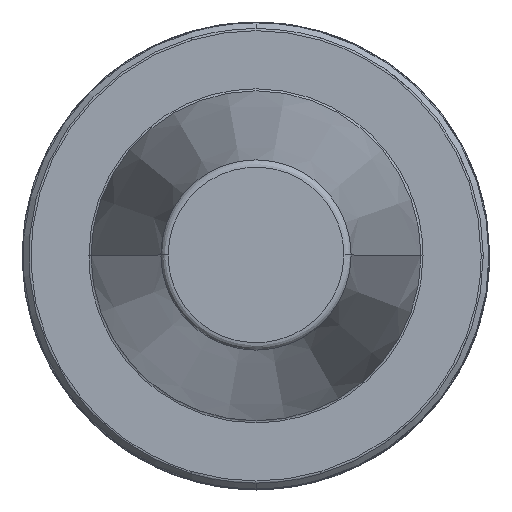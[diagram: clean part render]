
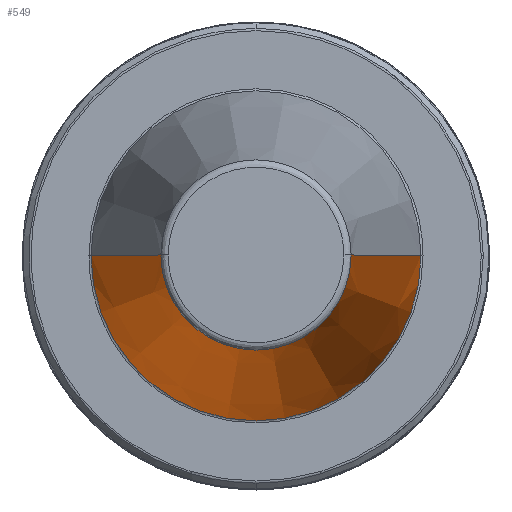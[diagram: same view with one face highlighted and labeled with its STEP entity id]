
A CAD part, top view. The second image highlights one B-rep face of the part: STEP entity #549.
In plain terms, the highlighted conical face has half-angle 8.297 degrees and reference radius 12.812 mm.
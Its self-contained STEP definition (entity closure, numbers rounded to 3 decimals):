
#94 = VERTEX_POINT ( 'NONE', #1288 ) ;
#549 = ADVANCED_FACE ( 'NONE', ( #1405 ), #1426, .T. ) ;
#565 = DIRECTION ( 'NONE',  ( 0., 0., -1. ) ) ;
#636 = EDGE_CURVE ( 'NONE', #94, #1677, #1448, .T. ) ;
#659 = CARTESIAN_POINT ( 'NONE',  ( -12.812, 0., 64.544 ) ) ;
#679 = VERTEX_POINT ( 'NONE', #2892 ) ;
#826 = CARTESIAN_POINT ( 'NONE',  ( 22.225, 0., 0. ) ) ;
#1045 = AXIS2_PLACEMENT_3D ( 'NONE', #2541, #565, #3489 ) ;
#1088 = VERTEX_POINT ( 'NONE', #1454 ) ;
#1132 = CARTESIAN_POINT ( 'NONE',  ( 12.812, 0., 64.544 ) ) ;
#1147 = LINE ( 'NONE', #659, #2209 ) ;
#1162 = DIRECTION ( 'NONE',  ( 0., 0., 1. ) ) ;
#1249 = AXIS2_PLACEMENT_3D ( 'NONE', #2742, #2527, #1458 ) ;
#1288 = CARTESIAN_POINT ( 'NONE',  ( -22.225, 0., 0. ) ) ;
#1405 = FACE_OUTER_BOUND ( 'NONE', #2031, .T. ) ;
#1426 = CONICAL_SURFACE ( 'NONE', #1045, 12.812, 0.145 ) ;
#1448 = CIRCLE ( 'NONE', #1249, 22.225 ) ;
#1454 = CARTESIAN_POINT ( 'NONE',  ( 12.812, 0., 64.544 ) ) ;
#1458 = DIRECTION ( 'NONE',  ( 1., 0., 0. ) ) ;
#1677 = VERTEX_POINT ( 'NONE', #826 ) ;
#1681 = ORIENTED_EDGE ( 'NONE', *, *, #636, .T. ) ;
#1756 = ORIENTED_EDGE ( 'NONE', *, *, #3555, .F. ) ;
#1815 = LINE ( 'NONE', #1132, #2782 ) ;
#1893 = ORIENTED_EDGE ( 'NONE', *, *, #1969, .F. ) ;
#1969 = EDGE_CURVE ( 'NONE', #679, #1088, #2203, .T. ) ;
#2031 = EDGE_LOOP ( 'NONE', ( #1756, #1893, #2581, #1681 ) ) ;
#2203 = CIRCLE ( 'NONE', #3566, 12.812 ) ;
#2209 = VECTOR ( 'NONE', #2637, 1000. ) ;
#2276 = DIRECTION ( 'NONE',  ( 0.144, 0., -0.99 ) ) ;
#2527 = DIRECTION ( 'NONE',  ( 0., 0., 1. ) ) ;
#2541 = CARTESIAN_POINT ( 'NONE',  ( 0., 0., 64.544 ) ) ;
#2581 = ORIENTED_EDGE ( 'NONE', *, *, #3138, .T. ) ;
#2637 = DIRECTION ( 'NONE',  ( -0.144, 0., -0.99 ) ) ;
#2742 = CARTESIAN_POINT ( 'NONE',  ( 0., 0., 0. ) ) ;
#2782 = VECTOR ( 'NONE', #2276, 1000. ) ;
#2892 = CARTESIAN_POINT ( 'NONE',  ( -12.812, 0., 64.544 ) ) ;
#3138 = EDGE_CURVE ( 'NONE', #679, #94, #1147, .T. ) ;
#3216 = DIRECTION ( 'NONE',  ( -1., 0., 0. ) ) ;
#3302 = CARTESIAN_POINT ( 'NONE',  ( 0., 0., 64.544 ) ) ;
#3489 = DIRECTION ( 'NONE',  ( -1., 0., 0. ) ) ;
#3555 = EDGE_CURVE ( 'NONE', #1088, #1677, #1815, .T. ) ;
#3566 = AXIS2_PLACEMENT_3D ( 'NONE', #3302, #1162, #3216 ) ;
